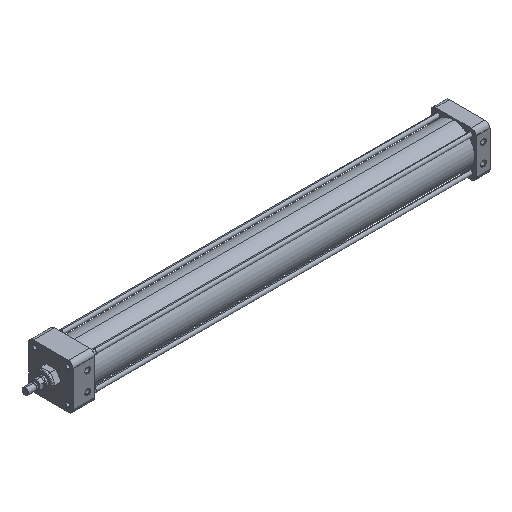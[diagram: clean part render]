
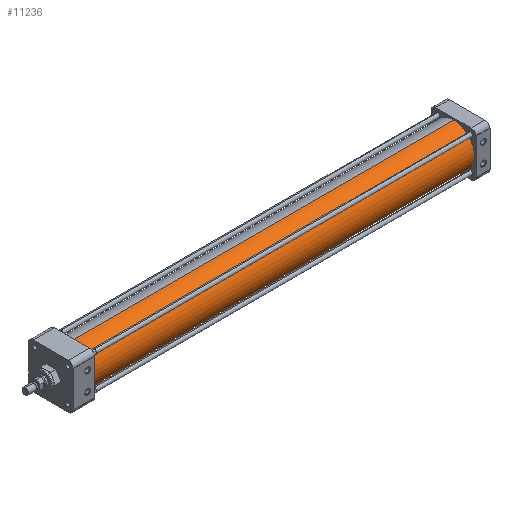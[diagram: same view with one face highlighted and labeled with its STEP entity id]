
A CAD part, isometric view. The second image highlights one B-rep face of the part: STEP entity #11236.
In plain terms, the highlighted cylindrical face has radius 34.925 mm (diameter 69.85 mm), a partial arc.
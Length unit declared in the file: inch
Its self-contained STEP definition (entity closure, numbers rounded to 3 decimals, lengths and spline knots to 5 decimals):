
#142 = DIRECTION ( 'NONE',  ( 0., 0., -1. ) ) ;
#235 = CIRCLE ( 'NONE', #9955, 1.375 ) ;
#428 = DIRECTION ( 'NONE',  ( 1., 0., 0. ) ) ;
#480 = CARTESIAN_POINT ( 'NONE',  ( 26.826, 0., 0. ) ) ;
#539 = EDGE_CURVE ( 'NONE', #8733, #12400, #6292, .T. ) ;
#951 = AXIS2_PLACEMENT_3D ( 'NONE', #13334, #6594, #14474 ) ;
#1883 = CIRCLE ( 'NONE', #951, 1.375 ) ;
#2714 = EDGE_CURVE ( 'NONE', #8993, #8733, #1883, .T. ) ;
#3830 = DIRECTION ( 'NONE',  ( 1., 0., 0. ) ) ;
#3918 = EDGE_CURVE ( 'NONE', #12400, #5454, #235, .T. ) ;
#3941 = AXIS2_PLACEMENT_3D ( 'NONE', #480, #3830, #7285 ) ;
#4373 = DIRECTION ( 'NONE',  ( 1., 0., 0. ) ) ;
#5128 = CARTESIAN_POINT ( 'NONE',  ( 26.826, 0., 1.375 ) ) ;
#5454 = VERTEX_POINT ( 'NONE', #5128 ) ;
#5820 = ORIENTED_EDGE ( 'NONE', *, *, #8564, .F. ) ;
#6292 = LINE ( 'NONE', #12270, #9318 ) ;
#6594 = DIRECTION ( 'NONE',  ( 1., 0., 0. ) ) ;
#6881 = DIRECTION ( 'NONE',  ( -1., 0., 0. ) ) ;
#7285 = DIRECTION ( 'NONE',  ( 0., 0., -1. ) ) ;
#7828 = ORIENTED_EDGE ( 'NONE', *, *, #539, .T. ) ;
#7878 = VECTOR ( 'NONE', #428, 39.37008 ) ;
#8564 = EDGE_CURVE ( 'NONE', #8993, #5454, #11221, .T. ) ;
#8698 = ORIENTED_EDGE ( 'NONE', *, *, #2714, .T. ) ;
#8733 = VERTEX_POINT ( 'NONE', #14286 ) ;
#8993 = VERTEX_POINT ( 'NONE', #14176 ) ;
#9318 = VECTOR ( 'NONE', #4373, 39.37008 ) ;
#9955 = AXIS2_PLACEMENT_3D ( 'NONE', #13619, #6881, #142 ) ;
#10330 = CYLINDRICAL_SURFACE ( 'NONE', #3941, 1.375 ) ;
#10775 = CARTESIAN_POINT ( 'NONE',  ( 26.826, 0., -1.375 ) ) ;
#11221 = LINE ( 'NONE', #13907, #7878 ) ;
#11236 = ADVANCED_FACE ( 'NONE', ( #12082 ), #10330, .T. ) ;
#11820 = ORIENTED_EDGE ( 'NONE', *, *, #3918, .T. ) ;
#12082 = FACE_OUTER_BOUND ( 'NONE', #12445, .T. ) ;
#12270 = CARTESIAN_POINT ( 'NONE',  ( 26.826, 0., -1.375 ) ) ;
#12400 = VERTEX_POINT ( 'NONE', #10775 ) ;
#12445 = EDGE_LOOP ( 'NONE', ( #5820, #8698, #7828, #11820 ) ) ;
#13334 = CARTESIAN_POINT ( 'NONE',  ( 1.42, 0., 0. ) ) ;
#13619 = CARTESIAN_POINT ( 'NONE',  ( 26.826, 0., 0. ) ) ;
#13907 = CARTESIAN_POINT ( 'NONE',  ( 26.826, 0., 1.375 ) ) ;
#14176 = CARTESIAN_POINT ( 'NONE',  ( 1.42, 0., 1.375 ) ) ;
#14286 = CARTESIAN_POINT ( 'NONE',  ( 1.42, 0., -1.375 ) ) ;
#14474 = DIRECTION ( 'NONE',  ( 0., 0., -1. ) ) ;
